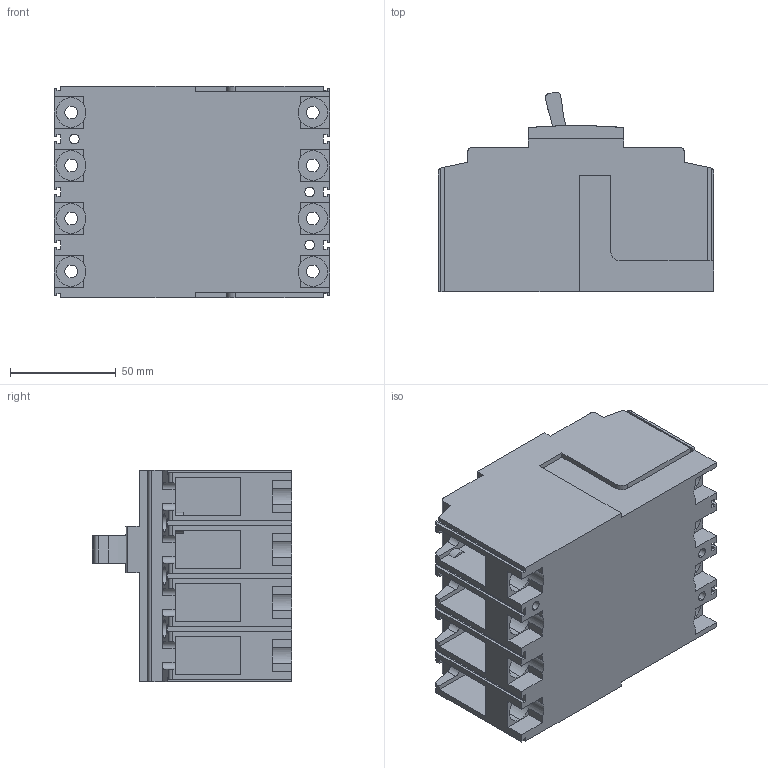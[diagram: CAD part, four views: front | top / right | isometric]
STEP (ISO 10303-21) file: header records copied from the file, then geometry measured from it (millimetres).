
FILE_DESCRIPTION((''),'2;1');
FILE_NAME('EX_BODY_X160_4P_ADJ_4_OVERSEA','2010-04-20T',('Nakamura'),(''),'PRO/ENGINEER BY PARAMETRIC TECHNOLOGY CORPORATION, 2006300','PRO/ENGINEER BY PARAMETRIC TECHNOLOGY CORPORATION, 2006300','');
FILE_SCHEMA(('CONFIG_CONTROL_DESIGN'));
Length unit declared in the file: millimetre
Products named in the file (1): EX_BODY_X160_4P_ADJ_4_OVERSEA
Bounding box: 130 x 94.11 x 100 mm (x, y, z)
Volume: 754886.1 mm3; surface area: 85298.3 mm2
Topology: 1 solids, 1 shells, 385 faces, 1118 edges, 748 vertices
Faces by surface type: plane 279, cylinder 106
Entity records: 12980 total; most frequent: CARTESIAN_POINT 2535, ORIENTED_EDGE 2236, DIRECTION 2090, EDGE_CURVE 1118, VECTOR 860, LINE 860, VERTEX_POINT 748, AXIS2_PLACEMENT_3D 615
